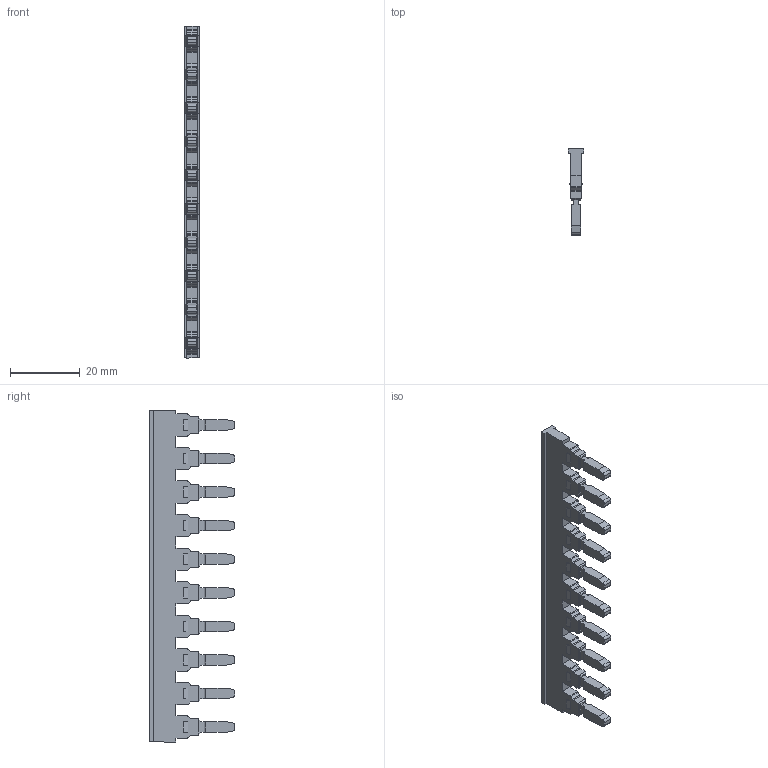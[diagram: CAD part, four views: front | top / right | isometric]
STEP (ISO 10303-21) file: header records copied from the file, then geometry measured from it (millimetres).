
FILE_DESCRIPTION (( 'STEP AP203' ), '1' );
FILE_NAME ('10''LU - 10 ÜST KÖPRÜ.STEP', '2020-03-24T08:18:09', ( '' ), ( '' ), 'SwSTEP 2.0', 'SolidWorks 2011', '' );
FILE_SCHEMA (( 'CONFIG_CONTROL_DESIGN' ));
Length unit declared in the file: millimetre
Products named in the file (1): 10''LU - 10 ÜST KÖPRÜ
Bounding box: 4.5 x 24.5 x 95 mm (x, y, z)
Volume: 4201.6 mm3; surface area: 4614 mm2
Topology: 1 solids, 1 shells, 460 faces, 1224 edges, 796 vertices
Faces by surface type: plane 360, cylinder 100
Entity records: 14185 total; most frequent: CARTESIAN_POINT 2481, ORIENTED_EDGE 2448, DIRECTION 2346, EDGE_CURVE 1224, LINE 1024, VECTOR 1024, VERTEX_POINT 796, AXIS2_PLACEMENT_3D 661
